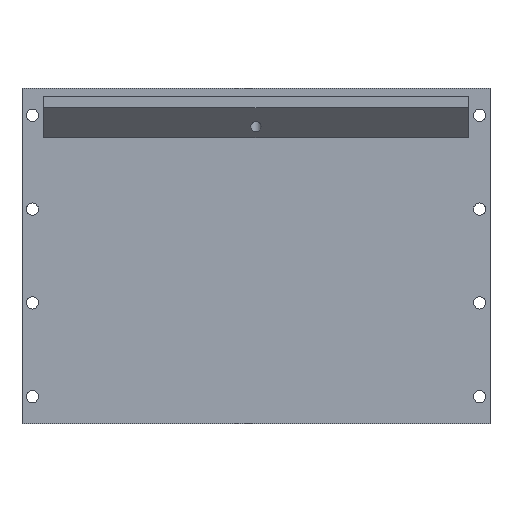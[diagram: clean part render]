
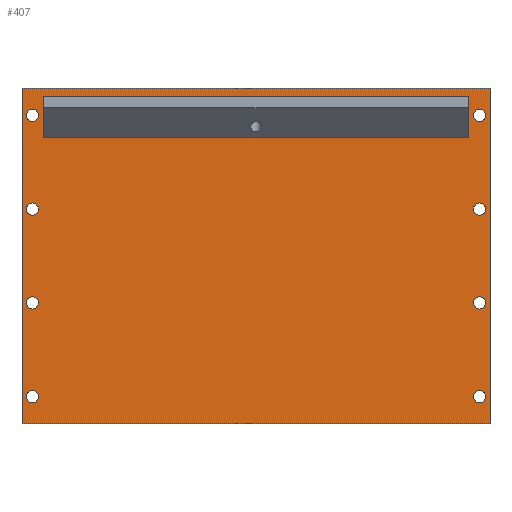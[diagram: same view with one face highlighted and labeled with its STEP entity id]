
A CAD part, top view. The second image highlights one B-rep face of the part: STEP entity #407.
In plain terms, the highlighted planar face has unit normal (0, 0, 1).
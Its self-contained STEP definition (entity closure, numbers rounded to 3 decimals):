
#17=FACE_BOUND('',#86,.T.);
#18=FACE_BOUND('',#87,.T.);
#19=FACE_BOUND('',#88,.T.);
#20=FACE_BOUND('',#89,.T.);
#21=FACE_BOUND('',#90,.T.);
#22=FACE_BOUND('',#91,.T.);
#23=FACE_BOUND('',#92,.T.);
#24=FACE_BOUND('',#93,.T.);
#25=FACE_BOUND('',#94,.T.);
#43=PLANE('',#460);
#63=FACE_OUTER_BOUND('',#85,.T.);
#85=EDGE_LOOP('',(#352,#353,#354,#355));
#86=EDGE_LOOP('',(#356,#357,#358,#359));
#87=EDGE_LOOP('',(#360));
#88=EDGE_LOOP('',(#361));
#89=EDGE_LOOP('',(#362));
#90=EDGE_LOOP('',(#363));
#91=EDGE_LOOP('',(#364));
#92=EDGE_LOOP('',(#365));
#93=EDGE_LOOP('',(#366));
#94=EDGE_LOOP('',(#367));
#110=LINE('',#592,#143);
#111=LINE('',#595,#144);
#114=LINE('',#601,#147);
#117=LINE('',#606,#150);
#129=LINE('',#664,#162);
#132=LINE('',#670,#165);
#135=LINE('',#676,#168);
#138=LINE('',#680,#171);
#143=VECTOR('',#478,10.);
#144=VECTOR('',#481,10.);
#147=VECTOR('',#486,10.);
#150=VECTOR('',#491,10.);
#162=VECTOR('',#555,10.);
#165=VECTOR('',#560,10.);
#168=VECTOR('',#565,10.);
#171=VECTOR('',#570,10.);
#174=CIRCLE('',#434,2.25);
#176=CIRCLE('',#437,2.25);
#178=CIRCLE('',#440,2.25);
#180=CIRCLE('',#443,2.25);
#182=CIRCLE('',#446,2.25);
#184=CIRCLE('',#449,2.25);
#186=CIRCLE('',#452,2.25);
#188=CIRCLE('',#455,2.25);
#192=VERTEX_POINT('',#585);
#195=VERTEX_POINT('',#590);
#196=VERTEX_POINT('',#594);
#198=VERTEX_POINT('',#600);
#201=VERTEX_POINT('',#612);
#203=VERTEX_POINT('',#618);
#205=VERTEX_POINT('',#624);
#207=VERTEX_POINT('',#630);
#209=VERTEX_POINT('',#636);
#211=VERTEX_POINT('',#642);
#213=VERTEX_POINT('',#648);
#215=VERTEX_POINT('',#654);
#218=VERTEX_POINT('',#661);
#219=VERTEX_POINT('',#663);
#221=VERTEX_POINT('',#669);
#223=VERTEX_POINT('',#675);
#231=EDGE_CURVE('',#195,#192,#110,.T.);
#232=EDGE_CURVE('',#195,#196,#111,.T.);
#235=EDGE_CURVE('',#196,#198,#114,.T.);
#238=EDGE_CURVE('',#198,#192,#117,.T.);
#242=EDGE_CURVE('',#201,#201,#174,.T.);
#245=EDGE_CURVE('',#203,#203,#176,.T.);
#248=EDGE_CURVE('',#205,#205,#178,.T.);
#251=EDGE_CURVE('',#207,#207,#180,.T.);
#254=EDGE_CURVE('',#209,#209,#182,.T.);
#257=EDGE_CURVE('',#211,#211,#184,.T.);
#260=EDGE_CURVE('',#213,#213,#186,.T.);
#263=EDGE_CURVE('',#215,#215,#188,.T.);
#266=EDGE_CURVE('',#219,#218,#129,.T.);
#269=EDGE_CURVE('',#221,#219,#132,.T.);
#272=EDGE_CURVE('',#223,#221,#135,.T.);
#275=EDGE_CURVE('',#218,#223,#138,.T.);
#352=ORIENTED_EDGE('',*,*,#275,.T.);
#353=ORIENTED_EDGE('',*,*,#272,.T.);
#354=ORIENTED_EDGE('',*,*,#269,.T.);
#355=ORIENTED_EDGE('',*,*,#266,.T.);
#356=ORIENTED_EDGE('',*,*,#232,.T.);
#357=ORIENTED_EDGE('',*,*,#235,.T.);
#358=ORIENTED_EDGE('',*,*,#238,.T.);
#359=ORIENTED_EDGE('',*,*,#231,.F.);
#360=ORIENTED_EDGE('',*,*,#242,.T.);
#361=ORIENTED_EDGE('',*,*,#245,.T.);
#362=ORIENTED_EDGE('',*,*,#248,.T.);
#363=ORIENTED_EDGE('',*,*,#251,.T.);
#364=ORIENTED_EDGE('',*,*,#254,.T.);
#365=ORIENTED_EDGE('',*,*,#257,.T.);
#366=ORIENTED_EDGE('',*,*,#260,.T.);
#367=ORIENTED_EDGE('',*,*,#263,.T.);
#407=ADVANCED_FACE('',(#63,#17,#18,#19,#20,#21,#22,#23,#24,#25),#43,.T.);
#434=AXIS2_PLACEMENT_3D('',#614,#500,#501);
#437=AXIS2_PLACEMENT_3D('',#620,#507,#508);
#440=AXIS2_PLACEMENT_3D('',#626,#514,#515);
#443=AXIS2_PLACEMENT_3D('',#632,#521,#522);
#446=AXIS2_PLACEMENT_3D('',#638,#528,#529);
#449=AXIS2_PLACEMENT_3D('',#644,#535,#536);
#452=AXIS2_PLACEMENT_3D('',#650,#542,#543);
#455=AXIS2_PLACEMENT_3D('',#656,#549,#550);
#460=AXIS2_PLACEMENT_3D('',#681,#571,#572);
#478=DIRECTION('',(1.,0.,0.));
#481=DIRECTION('',(0.,1.,0.));
#486=DIRECTION('',(1.,0.,0.));
#491=DIRECTION('',(0.,-1.,0.));
#500=DIRECTION('center_axis',(0.,0.,-1.));
#501=DIRECTION('ref_axis',(1.,0.,0.));
#507=DIRECTION('center_axis',(0.,0.,-1.));
#508=DIRECTION('ref_axis',(1.,0.,0.));
#514=DIRECTION('center_axis',(0.,0.,-1.));
#515=DIRECTION('ref_axis',(1.,0.,0.));
#521=DIRECTION('center_axis',(0.,0.,-1.));
#522=DIRECTION('ref_axis',(1.,0.,0.));
#528=DIRECTION('center_axis',(0.,0.,-1.));
#529=DIRECTION('ref_axis',(1.,0.,0.));
#535=DIRECTION('center_axis',(0.,0.,-1.));
#536=DIRECTION('ref_axis',(1.,0.,0.));
#542=DIRECTION('center_axis',(0.,0.,-1.));
#543=DIRECTION('ref_axis',(1.,0.,0.));
#549=DIRECTION('center_axis',(0.,0.,-1.));
#550=DIRECTION('ref_axis',(1.,0.,0.));
#555=DIRECTION('',(-1.,0.,0.));
#560=DIRECTION('',(0.,1.,0.));
#565=DIRECTION('',(1.,0.,0.));
#570=DIRECTION('',(0.,-1.,0.));
#571=DIRECTION('center_axis',(0.,0.,1.));
#572=DIRECTION('ref_axis',(1.,0.,0.));
#585=CARTESIAN_POINT('',(78.25,43.7,3.));
#590=CARTESIAN_POINT('',(-78.25,43.7,3.));
#592=CARTESIAN_POINT('',(-39.125,43.7,3.));
#594=CARTESIAN_POINT('',(-78.25,58.7,3.));
#595=CARTESIAN_POINT('',(-78.25,29.35,3.));
#600=CARTESIAN_POINT('',(78.25,58.7,3.));
#601=CARTESIAN_POINT('',(39.125,58.7,3.));
#606=CARTESIAN_POINT('',(78.25,27.35,3.));
#612=CARTESIAN_POINT('',(80.25,-17.3,3.));
#614=CARTESIAN_POINT('Origin',(82.5,-17.3,3.));
#618=CARTESIAN_POINT('',(-84.75,-17.3,3.));
#620=CARTESIAN_POINT('Origin',(-82.5,-17.3,3.));
#624=CARTESIAN_POINT('',(-84.75,17.3,3.));
#626=CARTESIAN_POINT('Origin',(-82.5,17.3,3.));
#630=CARTESIAN_POINT('',(80.25,17.3,3.));
#632=CARTESIAN_POINT('Origin',(82.5,17.3,3.));
#636=CARTESIAN_POINT('',(80.25,-51.9,3.));
#638=CARTESIAN_POINT('Origin',(82.5,-51.9,3.));
#642=CARTESIAN_POINT('',(-84.75,-51.9,3.));
#644=CARTESIAN_POINT('Origin',(-82.5,-51.9,3.));
#648=CARTESIAN_POINT('',(-84.75,51.9,3.));
#650=CARTESIAN_POINT('Origin',(-82.5,51.9,3.));
#654=CARTESIAN_POINT('',(80.25,51.9,3.));
#656=CARTESIAN_POINT('Origin',(82.5,51.9,3.));
#661=CARTESIAN_POINT('',(-86.3,61.9,3.));
#663=CARTESIAN_POINT('',(86.3,61.9,3.));
#664=CARTESIAN_POINT('',(86.3,61.9,3.));
#669=CARTESIAN_POINT('',(86.3,-61.9,3.));
#670=CARTESIAN_POINT('',(86.3,-61.9,3.));
#675=CARTESIAN_POINT('',(-86.3,-61.9,3.));
#676=CARTESIAN_POINT('',(-86.3,-61.9,3.));
#680=CARTESIAN_POINT('',(-86.3,61.9,3.));
#681=CARTESIAN_POINT('Origin',(0.,0.,3.));
